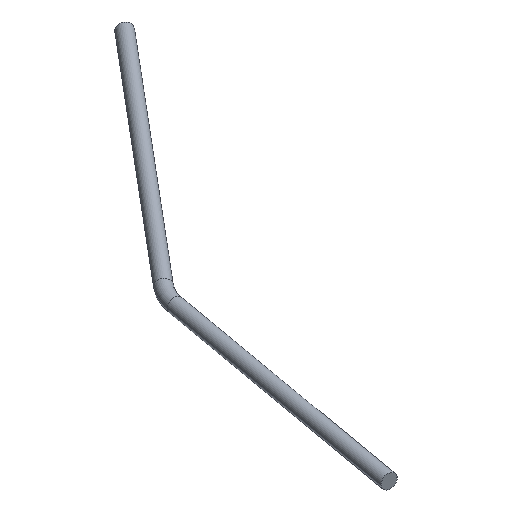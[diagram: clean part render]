
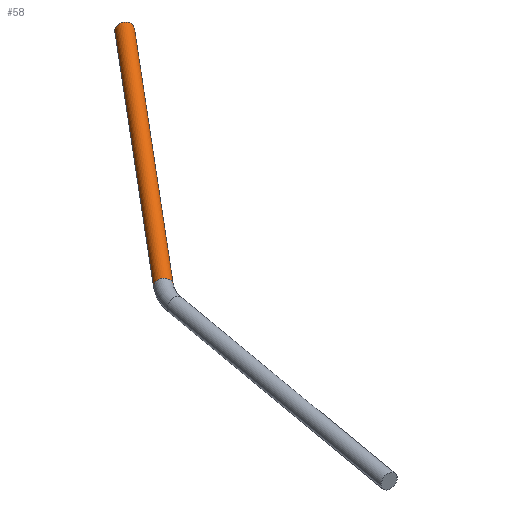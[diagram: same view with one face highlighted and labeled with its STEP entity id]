
A CAD part, isometric view. The second image highlights one B-rep face of the part: STEP entity #58.
In plain terms, the highlighted cylindrical face has radius 7.5 mm (diameter 15 mm), a partial arc.
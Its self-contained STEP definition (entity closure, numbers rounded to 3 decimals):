
#1=CARTESIAN_POINT('POINT1',(321.947,553.813
   ,40.));
#2=VERTEX_POINT('VERTEX1',#1);
#3=CARTESIAN_POINT('POINT2',(310.457,563.455
   ,40.));
#4=VERTEX_POINT('VERTEX2',#3);
#12=CARTESIAN_POINT('POS2',(316.202,558.634,
   40.));
#13=DIRECTION('DIR3',(0.643,0.766,
   0.));
#14=DIRECTION('DIR4',(-0.766,0.643,
   0.));
#15=AXIS2_PLACEMENT_3D('AXIS2',#12,#13,#14);
#16=CIRCLE('ELLIPSE2',#15,7.5);
#17=EDGE_CURVE('EDGE2',#4,#2,#16,.T.);
#27=CARTESIAN_POINT('POINT3',(105.583,
   295.96,40.));
#28=VERTEX_POINT('VERTEX3',#27);
#29=CARTESIAN_POINT('POS4',(105.583,295.96,
   40.));
#30=DIRECTION('DIR7',(0.643,0.766,
   0.));
#31=VECTOR('VEC1',#30,10.);
#32=LINE('STRAIGHT1',#29,#31);
#33=EDGE_CURVE('EDGE3',#28,#2,#32,.T.);
#34=ORIENTED_EDGE('COEDGE3',*,*,#33,.T.);
#35=ORIENTED_EDGE('COEDGE4',*,*,#17,.F.);
#36=CARTESIAN_POINT('POINT4',(94.093,
   305.602,40.));
#37=VERTEX_POINT('VERTEX4',#36);
#38=CARTESIAN_POINT('POS5',(94.093,305.602,
   40.));
#39=DIRECTION('DIR8',(0.643,0.766,
   0.));
#40=VECTOR('VEC2',#39,10.);
#41=LINE('STRAIGHT2',#38,#40);
#42=EDGE_CURVE('EDGE4',#37,#4,#41,.T.);
#43=ORIENTED_EDGE('COEDGE5',*,*,#42,.F.);
#44=CARTESIAN_POINT('POS6',(99.838,300.781,
   40.));
#45=DIRECTION('DIR9',(0.643,0.766,
   0.));
#46=DIRECTION('DIR10',(-0.766,0.643,
   0.));
#47=AXIS2_PLACEMENT_3D('AXIS4',#44,#45,#46);
#48=CIRCLE('ELLIPSE3',#47,7.5);
#49=EDGE_CURVE('EDGE5',#37,#28,#48,.T.);
#50=ORIENTED_EDGE('COEDGE6',*,*,#49,.T.);
#51=EDGE_LOOP('NONE',(#34,#35,#43,#50));
#52=FACE_BOUND('LOOP1',#51,.T.);
#53=CARTESIAN_POINT('POS7',(99.838,300.781,
   40.));
#54=DIRECTION('DIR11',(0.643,0.766,
   0.));
#55=DIRECTION('DIR12',(-0.766,0.643,
   0.));
#56=AXIS2_PLACEMENT_3D('AXIS5',#53,#54,#55);
#57=CYLINDRICAL_SURFACE('CONE_SURF1',#56,7.5);
#58=ADVANCED_FACE('FACE2',(#52),#57,.T.);
